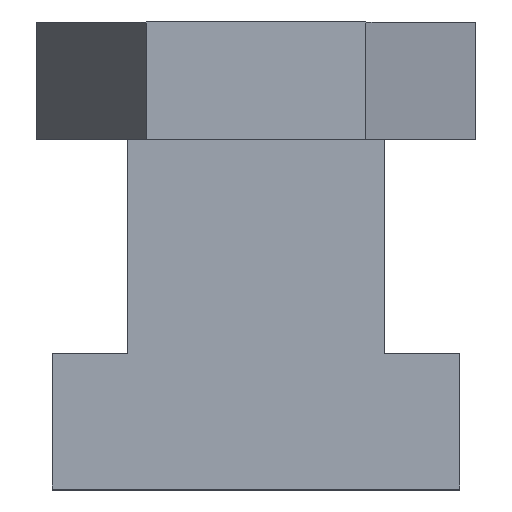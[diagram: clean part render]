
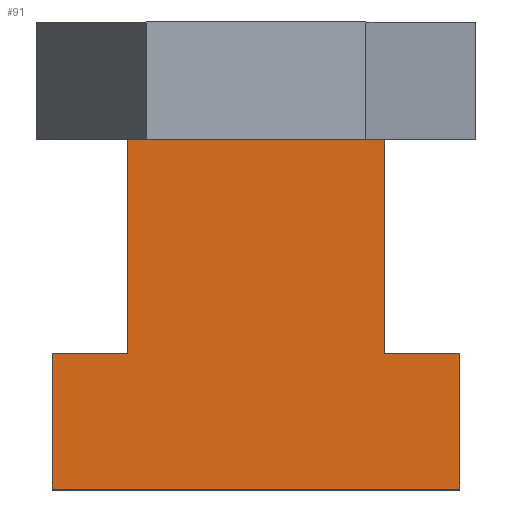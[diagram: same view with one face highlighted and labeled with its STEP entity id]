
A CAD part, top view. The second image highlights one B-rep face of the part: STEP entity #91.
In plain terms, the highlighted planar face has unit normal (0, 0, 1).
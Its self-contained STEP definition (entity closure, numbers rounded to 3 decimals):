
#6 = LINE ( 'NONE', #52, #2114 ) ;
#31 = DIRECTION ( 'NONE',  ( 0., -1., 0. ) ) ;
#52 = CARTESIAN_POINT ( 'NONE',  ( -6.985, 7.341, 15.304 ) ) ;
#74 = DIRECTION ( 'NONE',  ( -1., 0., 0. ) ) ;
#91 = ADVANCED_FACE ( 'NONE', ( #1921 ), #1496, .T. ) ;
#104 = EDGE_CURVE ( 'NONE', #714, #1715, #289, .T. ) ;
#107 = CARTESIAN_POINT ( 'NONE',  ( 11.049, 7.341, 15.304 ) ) ;
#119 = CARTESIAN_POINT ( 'NONE',  ( -11.049, 0., 15.304 ) ) ;
#142 = VECTOR ( 'NONE', #74, 1000. ) ;
#173 = DIRECTION ( 'NONE',  ( -1., 0., 0. ) ) ;
#199 = CARTESIAN_POINT ( 'NONE',  ( 6.985, 18.948, 15.304 ) ) ;
#211 = CARTESIAN_POINT ( 'NONE',  ( -11.049, 7.341, 15.304 ) ) ;
#232 = DIRECTION ( 'NONE',  ( -1., 0., 0. ) ) ;
#289 = LINE ( 'NONE', #932, #1385 ) ;
#326 = ORIENTED_EDGE ( 'NONE', *, *, #1420, .T. ) ;
#370 = VECTOR ( 'NONE', #1401, 1000. ) ;
#380 = CARTESIAN_POINT ( 'NONE',  ( -11.049, 7.341, 15.304 ) ) ;
#429 = ORIENTED_EDGE ( 'NONE', *, *, #2165, .T. ) ;
#509 = CARTESIAN_POINT ( 'NONE',  ( 6.985, 7.341, 15.304 ) ) ;
#639 = DIRECTION ( 'NONE',  ( 0., 1., 0. ) ) ;
#641 = CARTESIAN_POINT ( 'NONE',  ( 6.985, 7.341, 15.304 ) ) ;
#655 = VECTOR ( 'NONE', #232, 1000. ) ;
#695 = AXIS2_PLACEMENT_3D ( 'NONE', #1084, #1027, #786 ) ;
#714 = VERTEX_POINT ( 'NONE', #2023 ) ;
#772 = VERTEX_POINT ( 'NONE', #2194 ) ;
#786 = DIRECTION ( 'NONE',  ( 1., 0., 0. ) ) ;
#813 = VERTEX_POINT ( 'NONE', #1121 ) ;
#873 = EDGE_LOOP ( 'NONE', ( #1467, #2542, #943, #1406, #429, #1569, #326, #2093 ) ) ;
#932 = CARTESIAN_POINT ( 'NONE',  ( -11.049, 0., 15.304 ) ) ;
#943 = ORIENTED_EDGE ( 'NONE', *, *, #1041, .T. ) ;
#974 = LINE ( 'NONE', #119, #1429 ) ;
#993 = CARTESIAN_POINT ( 'NONE',  ( 11.049, 0., 15.304 ) ) ;
#1027 = DIRECTION ( 'NONE',  ( 0., 0., 1. ) ) ;
#1041 = EDGE_CURVE ( 'NONE', #2099, #813, #1603, .T. ) ;
#1084 = CARTESIAN_POINT ( 'NONE',  ( 11.049, 18.948, 15.304 ) ) ;
#1121 = CARTESIAN_POINT ( 'NONE',  ( 6.985, 18.948, 15.304 ) ) ;
#1198 = LINE ( 'NONE', #199, #1668 ) ;
#1202 = DIRECTION ( 'NONE',  ( 1., 0., 0. ) ) ;
#1362 = VERTEX_POINT ( 'NONE', #211 ) ;
#1385 = VECTOR ( 'NONE', #1202, 1000. ) ;
#1401 = DIRECTION ( 'NONE',  ( 0., 1., 0. ) ) ;
#1406 = ORIENTED_EDGE ( 'NONE', *, *, #1826, .T. ) ;
#1420 = EDGE_CURVE ( 'NONE', #1362, #714, #974, .T. ) ;
#1426 = CARTESIAN_POINT ( 'NONE',  ( 11.049, 0., 15.304 ) ) ;
#1429 = VECTOR ( 'NONE', #31, 1000. ) ;
#1467 = ORIENTED_EDGE ( 'NONE', *, *, #1691, .T. ) ;
#1496 = PLANE ( 'NONE',  #695 ) ;
#1569 = ORIENTED_EDGE ( 'NONE', *, *, #1819, .T. ) ;
#1603 = LINE ( 'NONE', #641, #2575 ) ;
#1634 = CARTESIAN_POINT ( 'NONE',  ( -6.985, 7.341, 15.304 ) ) ;
#1668 = VECTOR ( 'NONE', #173, 1000. ) ;
#1677 = LINE ( 'NONE', #107, #142 ) ;
#1690 = VERTEX_POINT ( 'NONE', #1634 ) ;
#1691 = EDGE_CURVE ( 'NONE', #1715, #2607, #1987, .T. ) ;
#1715 = VERTEX_POINT ( 'NONE', #993 ) ;
#1819 = EDGE_CURVE ( 'NONE', #1690, #1362, #2248, .T. ) ;
#1826 = EDGE_CURVE ( 'NONE', #813, #772, #1198, .T. ) ;
#1921 = FACE_OUTER_BOUND ( 'NONE', #873, .T. ) ;
#1987 = LINE ( 'NONE', #1426, #370 ) ;
#2023 = CARTESIAN_POINT ( 'NONE',  ( -11.049, 0., 15.304 ) ) ;
#2093 = ORIENTED_EDGE ( 'NONE', *, *, #104, .T. ) ;
#2099 = VERTEX_POINT ( 'NONE', #509 ) ;
#2114 = VECTOR ( 'NONE', #2571, 1000. ) ;
#2151 = EDGE_CURVE ( 'NONE', #2607, #2099, #1677, .T. ) ;
#2165 = EDGE_CURVE ( 'NONE', #772, #1690, #6, .T. ) ;
#2194 = CARTESIAN_POINT ( 'NONE',  ( -6.985, 18.948, 15.304 ) ) ;
#2248 = LINE ( 'NONE', #380, #655 ) ;
#2542 = ORIENTED_EDGE ( 'NONE', *, *, #2151, .T. ) ;
#2543 = CARTESIAN_POINT ( 'NONE',  ( 11.049, 7.341, 15.304 ) ) ;
#2571 = DIRECTION ( 'NONE',  ( 0., -1., 0. ) ) ;
#2575 = VECTOR ( 'NONE', #639, 1000. ) ;
#2607 = VERTEX_POINT ( 'NONE', #2543 ) ;
